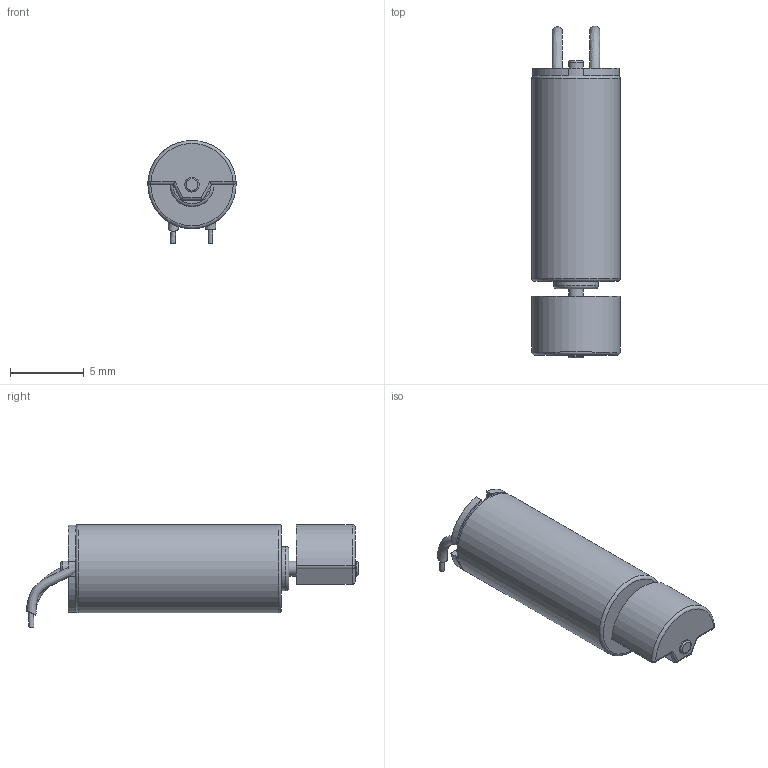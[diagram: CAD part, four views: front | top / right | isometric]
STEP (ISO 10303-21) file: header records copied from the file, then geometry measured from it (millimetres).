
FILE_DESCRIPTION(/* description */ (''),/* implementation_level */ '2;1');
FILE_NAME(/* name */ 'VibrationMotor v1.step',/* time_stamp */ '2024-05-08T00:32:20+05:30',/* author */ (''),/* organization */ (''),/* preprocessor_version */ 'ST-DEVELOPER v20',/* originating_system */ 'Autodesk Translation Framework v12.20.1.177',/* authorisation */ '');
FILE_SCHEMA (('AUTOMOTIVE_DESIGN { 1 0 10303 214 3 1 1 }'));
Length unit declared in the file: millimetre
Products named in the file (1): VibrationMotor
Bounding box: 6 x 22.56 x 7 mm (x, y, z)
Volume: 478.6 mm3; surface area: 505.9 mm2
Topology: 9 solids, 9 shells, 72 faces, 137 edges, 88 vertices
Faces by surface type: plane 36, cylinder 22, torus 6, bspline 6, sphere 2
Full cylindrical faces by diameter (mm): 1 x3, 3 x2, 6 x1
Entity records: 2332 total; most frequent: CARTESIAN_POINT 767, DIRECTION 333, ORIENTED_EDGE 272, EDGE_CURVE 136, AXIS2_PLACEMENT_3D 136, VERTEX_POINT 88, EDGE_LOOP 82, FACE_OUTER_BOUND 72
